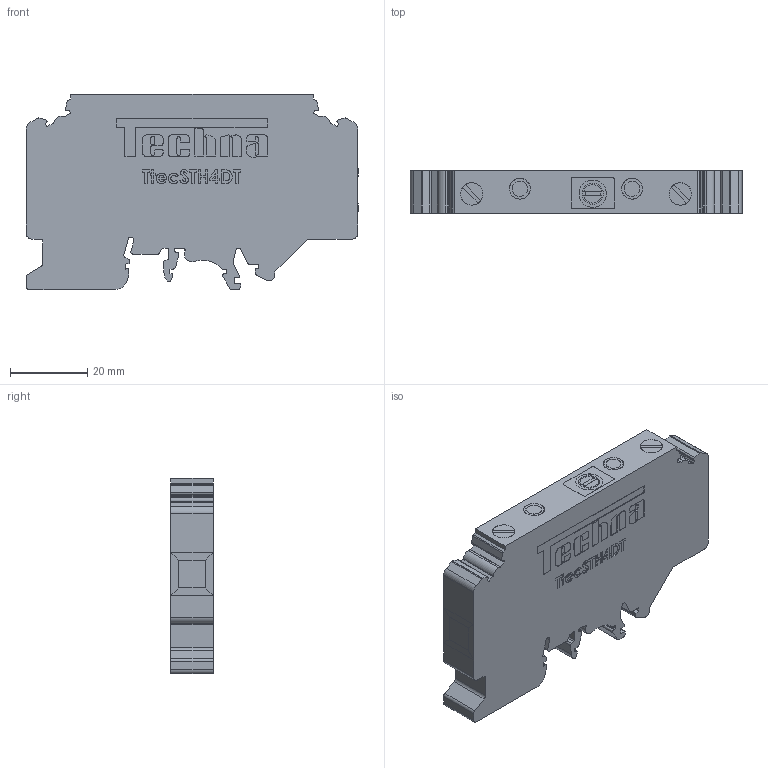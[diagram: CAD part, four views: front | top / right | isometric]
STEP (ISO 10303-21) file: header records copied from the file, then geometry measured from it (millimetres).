
FILE_DESCRIPTION (( 'STEP AP214' ), '1' );
FILE_NAME ('TtecSTH4DT.STEP', '2020-10-20T10:23:15', ( '' ), ( '' ), 'SwSTEP 2.0', 'SolidWorks 2020', '' );
FILE_SCHEMA (( 'AUTOMOTIVE_DESIGN' ));
Length unit declared in the file: millimetre
Products named in the file (1): TtecSTH4DT
Bounding box: 86.12 x 11 x 50.6 mm (x, y, z)
Volume: 40217.6 mm3; surface area: 11189.4 mm2
Topology: 1 solids, 1 shells, 765 faces, 2115 edges, 1402 vertices
Faces by surface type: plane 459, cylinder 234, bspline 72
Entity records: 33827 total; most frequent: CARTESIAN_POINT 8451, ORIENTED_EDGE 4230, DIRECTION 3843, EDGE_CURVE 2115, LINE 1487, VECTOR 1487, VERTEX_POINT 1402, AXIS2_PLACEMENT_3D 1178
